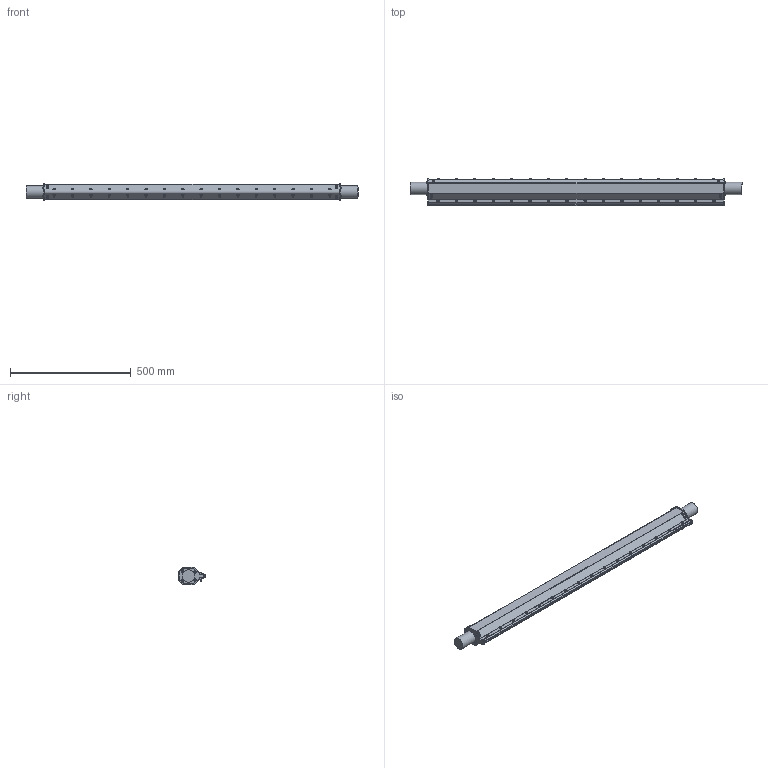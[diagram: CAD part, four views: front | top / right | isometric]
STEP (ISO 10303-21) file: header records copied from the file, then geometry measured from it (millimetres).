
FILE_DESCRIPTION(/* description */ (''),/* implementation_level */ '2;1');
FILE_NAME(/* name */ 'KA2130948 AIR KNIFE, .125 X 48 DUMMY.stp',/* time_stamp */ '2018-02-22T12:42:10-05:00',/* author */ ('James'),/* organization */ (''),/* preprocessor_version */ 'ST-DEVELOPER v16.5',/* originating_system */ 'Autodesk Inventor 2017',/* authorisation */ '');
FILE_SCHEMA (('AUTOMOTIVE_DESIGN { 1 0 10303 214 3 1 1 }'));
Products named in the file (1): KA2130948 AIR KNIFE, .125 X 48 DUMMY
Bounding box: 1376.38 x 112.09 x 71.12 mm (x, y, z)
Volume: 6081298.1 mm3; surface area: 413028.4 mm2
Topology: 1 solids, 1 shells, 923 faces, 1994 edges, 1280 vertices
Faces by surface type: plane 359, cylinder 240, cone 240, sphere 36, bspline 32, torus 16
Full cylindrical faces by diameter (mm): 7.6 x8, 8.5 x16, 9 x8, 9.5 x12, 10 x32, 10.135 x16, 10.5 x16, 11 x28, 50.8 x2
Entity records: 69307 total; most frequent: CARTESIAN_POINT 50932, DIRECTION 3770, ORIENTED_EDGE 3416, EDGE_CURVE 1708, AXIS2_PLACEMENT_3D 1682, EDGE_LOOP 1332, VERTEX_POINT 1196, FACE_OUTER_BOUND 923
